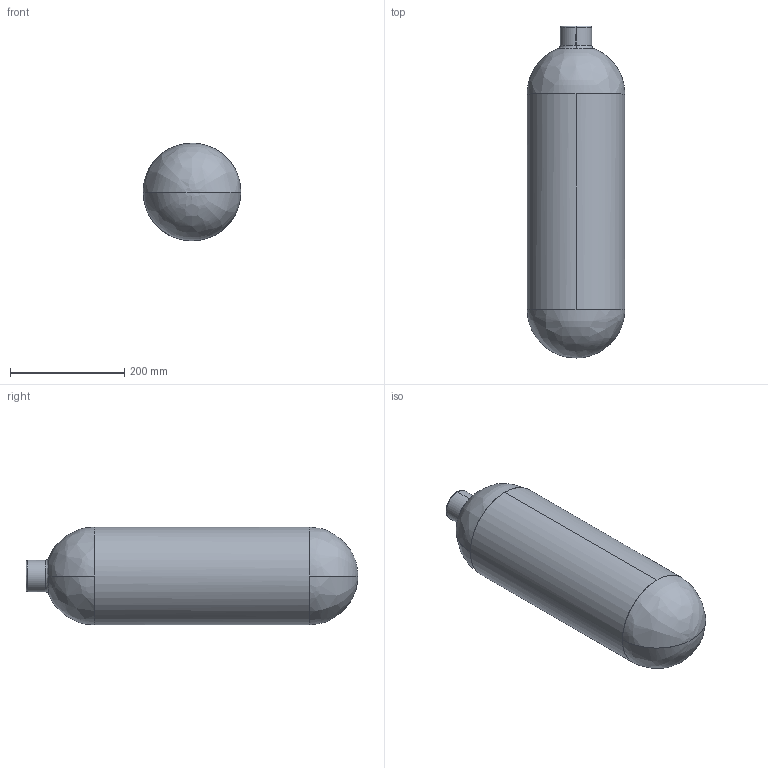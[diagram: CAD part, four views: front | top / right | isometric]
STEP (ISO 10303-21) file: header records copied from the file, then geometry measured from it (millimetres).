
FILE_DESCRIPTION(('FreeCAD Model'),'2;1');
FILE_NAME('Open CASCADE Shape Model','2025-05-03T13:11:30',('FreeCAD'),( 'FreeCAD'),'Open CASCADE STEP processor 7.6','FreeCAD','Unknown');
FILE_SCHEMA(('AUTOMOTIVE_DESIGN { 1 0 10303 214 1 1 1 1 }'));
Length unit declared in the file: millimetre
Products named in the file (1): Open CASCADE STEP translator 7.6 1
Bounding box: 171.04 x 581.31 x 171.04 mm (x, y, z)
Surface area: 1097689.8 mm2 (no closed solid volume)
Topology: 0 solids, 97 shells, 97 faces, 2242 edges, 2231 vertices
Faces by surface type: bspline 97
Entity records: 32197 total; most frequent: CARTESIAN_POINT 22961, ORIENTED_EDGE 2231, EDGE_CURVE 2231, VERTEX_POINT 2231, B_SPLINE_CURVE_WITH_KNOTS 2037, FACE_BOUND 99, EDGE_LOOP 99, SHELL_BASED_SURFACE_MODEL 97
